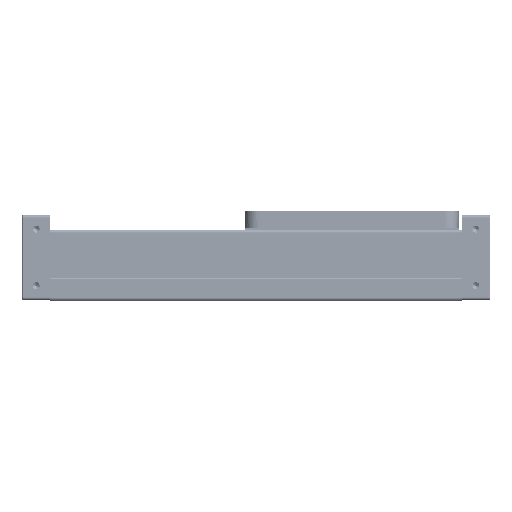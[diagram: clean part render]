
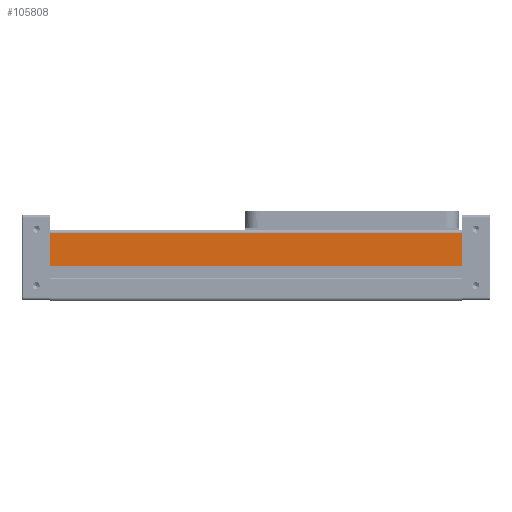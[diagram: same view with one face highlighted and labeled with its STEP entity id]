
A CAD part, front view. The second image highlights one B-rep face of the part: STEP entity #105808.
In plain terms, the highlighted face is planar.
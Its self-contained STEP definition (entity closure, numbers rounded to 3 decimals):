
#1123 = CARTESIAN_POINT ( 'NONE',  ( -29.9, -2.4, 0. ) ) ;
#1532 = ORIENTED_EDGE ( 'NONE', *, *, #76564, .T. ) ;
#2140 = PLANE ( 'NONE',  #82735 ) ;
#4964 = DIRECTION ( 'NONE',  ( 0., 1., 0. ) ) ;
#5443 = DIRECTION ( 'NONE',  ( 0., 0., 1. ) ) ;
#9544 = DIRECTION ( 'NONE',  ( 0., 0., -1. ) ) ;
#11773 = CARTESIAN_POINT ( 'NONE',  ( -29.9, -2.4, 290. ) ) ;
#15672 = EDGE_CURVE ( 'NONE', #99778, #91022, #57526, .T. ) ;
#15885 = LINE ( 'NONE', #102962, #113894 ) ;
#18039 = ORIENTED_EDGE ( 'NONE', *, *, #15672, .F. ) ;
#21014 = EDGE_CURVE ( 'NONE', #88261, #91022, #39921, .T. ) ;
#23943 = DIRECTION ( 'NONE',  ( 0., -1., 0. ) ) ;
#28476 = CARTESIAN_POINT ( 'NONE',  ( -29.9, 23., 290. ) ) ;
#32070 = VECTOR ( 'NONE', #108917, 1000. ) ;
#39921 = LINE ( 'NONE', #111444, #76656 ) ;
#44566 = EDGE_CURVE ( 'NONE', #99778, #77570, #88456, .T. ) ;
#53258 = CARTESIAN_POINT ( 'NONE',  ( -29.9, 21., 290. ) ) ;
#57526 = LINE ( 'NONE', #110068, #32070 ) ;
#63641 = DIRECTION ( 'NONE',  ( 1., 0., 0. ) ) ;
#76564 = EDGE_CURVE ( 'NONE', #77570, #88261, #15885, .T. ) ;
#76656 = VECTOR ( 'NONE', #5443, 1000. ) ;
#77570 = VERTEX_POINT ( 'NONE', #105201 ) ;
#80056 = VECTOR ( 'NONE', #9544, 1000. ) ;
#82735 = AXIS2_PLACEMENT_3D ( 'NONE', #28476, #63641, #4964 ) ;
#86207 = EDGE_LOOP ( 'NONE', ( #18039, #94201, #1532, #111485 ) ) ;
#88261 = VERTEX_POINT ( 'NONE', #1123 ) ;
#88456 = LINE ( 'NONE', #53258, #80056 ) ;
#91022 = VERTEX_POINT ( 'NONE', #11773 ) ;
#91365 = FACE_OUTER_BOUND ( 'NONE', #86207, .T. ) ;
#93038 = CARTESIAN_POINT ( 'NONE',  ( -29.9, 21., 290. ) ) ;
#94201 = ORIENTED_EDGE ( 'NONE', *, *, #44566, .T. ) ;
#99778 = VERTEX_POINT ( 'NONE', #93038 ) ;
#102962 = CARTESIAN_POINT ( 'NONE',  ( -29.9, 23., 0. ) ) ;
#105201 = CARTESIAN_POINT ( 'NONE',  ( -29.9, 21., 0. ) ) ;
#105808 = ADVANCED_FACE ( 'NONE', ( #91365 ), #2140, .F. ) ;
#108917 = DIRECTION ( 'NONE',  ( 0., -1., 0. ) ) ;
#110068 = CARTESIAN_POINT ( 'NONE',  ( -29.9, 23., 290. ) ) ;
#111444 = CARTESIAN_POINT ( 'NONE',  ( -29.9, -2.4, 290. ) ) ;
#111485 = ORIENTED_EDGE ( 'NONE', *, *, #21014, .T. ) ;
#113894 = VECTOR ( 'NONE', #23943, 1000. ) ;
